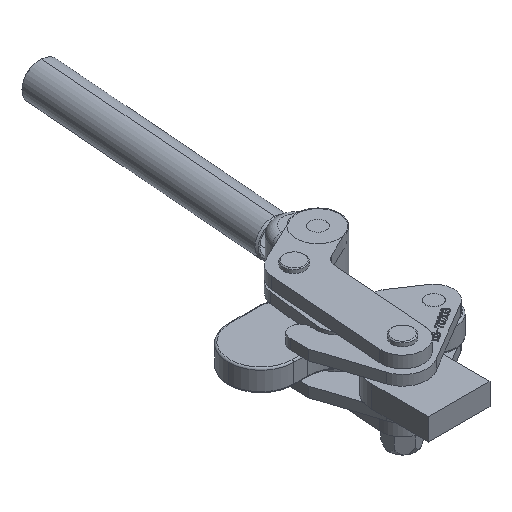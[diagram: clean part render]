
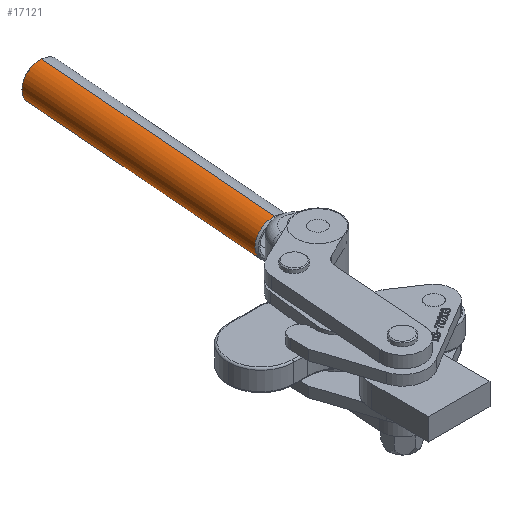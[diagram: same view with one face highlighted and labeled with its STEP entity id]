
A CAD part, isometric view. The second image highlights one B-rep face of the part: STEP entity #17121.
In plain terms, the highlighted cylindrical face has radius 10.85 mm (diameter 21.7 mm), a partial arc.
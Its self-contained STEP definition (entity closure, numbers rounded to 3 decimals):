
#373 = DIRECTION ( 'NONE',  ( 0., 0., 1. ) ) ;
#376 = DIRECTION ( 'NONE',  ( 0., 1., 0. ) ) ;
#377 = CARTESIAN_POINT ( 'NONE',  ( 0., 156.69, 0. ) ) ;
#1424 = CARTESIAN_POINT ( 'NONE',  ( 0., 28., 10.85 ) ) ;
#1425 = CARTESIAN_POINT ( 'NONE',  ( 0., 28., -10.85 ) ) ;
#1428 = CARTESIAN_POINT ( 'NONE',  ( 0., 178.4, -10.85 ) ) ;
#1429 = CARTESIAN_POINT ( 'NONE',  ( 0., 178.4, 10.85 ) ) ;
#5113 = EDGE_CURVE ( 'NONE', #19515, #19518, #10247, .T. ) ;
#5116 = EDGE_CURVE ( 'NONE', #19514, #19519, #10252, .T. ) ;
#5122 = EDGE_CURVE ( 'NONE', #19515, #19514, #10257, .T. ) ;
#5123 = EDGE_CURVE ( 'NONE', #19519, #19518, #10258, .T. ) ;
#9978 = CARTESIAN_POINT ( 'NONE',  ( 0., 156.69, -10.85 ) ) ;
#9982 = DIRECTION ( 'NONE',  ( 0., 1., 0. ) ) ;
#9983 = CARTESIAN_POINT ( 'NONE',  ( 0., 156.69, 10.85 ) ) ;
#9984 = DIRECTION ( 'NONE',  ( 0., 1., 0. ) ) ;
#9991 = CARTESIAN_POINT ( 'NONE',  ( 0., 28., 0. ) ) ;
#9992 = DIRECTION ( 'NONE',  ( 0., 1., 0. ) ) ;
#9993 = DIRECTION ( 'NONE',  ( 0., 0., 1. ) ) ;
#9994 = CARTESIAN_POINT ( 'NONE',  ( 0., 178.4, 0. ) ) ;
#9995 = DIRECTION ( 'NONE',  ( 0., -1., 0. ) ) ;
#9996 = DIRECTION ( 'NONE',  ( 0., 0., -1. ) ) ;
#10247 = LINE ( 'NONE', #9978, #10253 ) ;
#10252 = LINE ( 'NONE', #9983, #10255 ) ;
#10253 = VECTOR ( 'NONE', #9982, 1000. ) ;
#10255 = VECTOR ( 'NONE', #9984, 1000. ) ;
#10257 = CIRCLE ( 'NONE', #21392, 10.85 ) ;
#10258 = CIRCLE ( 'NONE', #21393, 10.85 ) ;
#17121 = ADVANCED_FACE ( 'NONE', ( #23271 ), #23282, .T. ) ;
#17313 = EDGE_LOOP ( 'NONE', ( #20066, #20067, #20068, #20069 ) ) ;
#19514 = VERTEX_POINT ( 'NONE', #1424 ) ;
#19515 = VERTEX_POINT ( 'NONE', #1425 ) ;
#19518 = VERTEX_POINT ( 'NONE', #1428 ) ;
#19519 = VERTEX_POINT ( 'NONE', #1429 ) ;
#20066 = ORIENTED_EDGE ( 'NONE', *, *, #5113, .F. ) ;
#20067 = ORIENTED_EDGE ( 'NONE', *, *, #5122, .T. ) ;
#20068 = ORIENTED_EDGE ( 'NONE', *, *, #5116, .T. ) ;
#20069 = ORIENTED_EDGE ( 'NONE', *, *, #5123, .T. ) ;
#21392 = AXIS2_PLACEMENT_3D ( 'NONE', #9991, #9992, #9993 ) ;
#21393 = AXIS2_PLACEMENT_3D ( 'NONE', #9994, #9995, #9996 ) ;
#23271 = FACE_OUTER_BOUND ( 'NONE', #17313, .T. ) ;
#23282 = CYLINDRICAL_SURFACE ( 'NONE', #25539, 10.85 ) ;
#25539 = AXIS2_PLACEMENT_3D ( 'NONE', #377, #376, #373 ) ;
